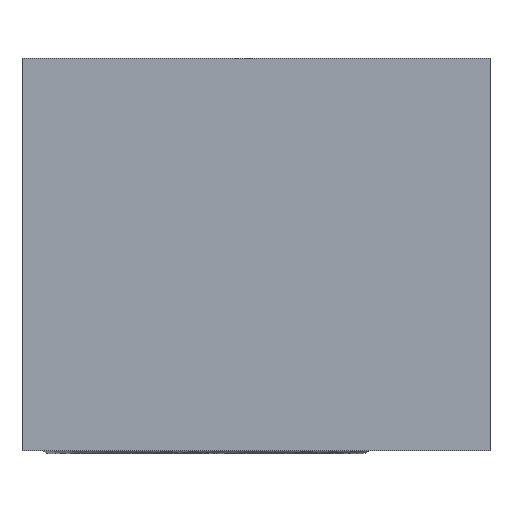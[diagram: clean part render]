
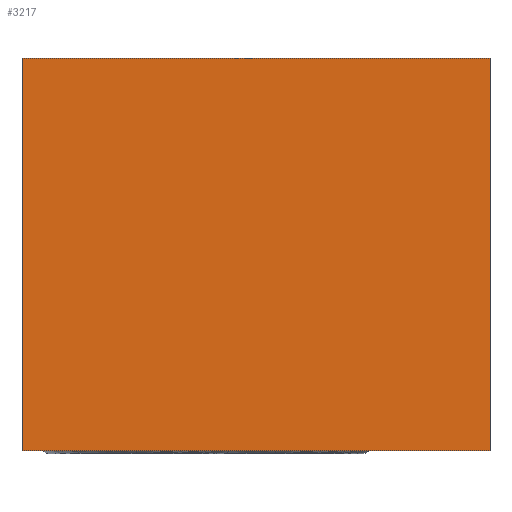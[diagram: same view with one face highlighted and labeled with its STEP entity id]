
A CAD part, left-side view. The second image highlights one B-rep face of the part: STEP entity #3217.
In plain terms, the highlighted planar face has unit normal (-1, 0, 0).
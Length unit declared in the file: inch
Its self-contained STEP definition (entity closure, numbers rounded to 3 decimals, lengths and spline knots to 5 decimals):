
#1=DIRECTION('',(0.,-1.,0.));
#2=VECTOR('',#1,2.906);
#3=CARTESIAN_POINT('',(0.,0.,0.));
#4=LINE('',#3,#2);
#57=DIRECTION('',(0.,0.,1.));
#58=VECTOR('',#57,2.438);
#59=CARTESIAN_POINT('',(0.,0.,0.));
#60=LINE('',#59,#58);
#79=DIRECTION('',(0.,0.,1.));
#80=VECTOR('',#79,2.438);
#81=CARTESIAN_POINT('',(0.,-2.906,0.));
#82=LINE('',#81,#80);
#103=DIRECTION('',(0.,-1.,0.));
#104=VECTOR('',#103,2.906);
#105=CARTESIAN_POINT('',(0.,0.,2.438));
#106=LINE('',#105,#104);
#2800=CARTESIAN_POINT('',(0.,0.,0.));
#2801=CARTESIAN_POINT('',(0.,-2.906,0.));
#2802=VERTEX_POINT('',#2800);
#2803=VERTEX_POINT('',#2801);
#2808=CARTESIAN_POINT('',(0.,0.,2.438));
#2809=CARTESIAN_POINT('',(0.,-2.906,2.438));
#2810=VERTEX_POINT('',#2808);
#2811=VERTEX_POINT('',#2809);
#3203=CARTESIAN_POINT('',(0.,0.,0.));
#3204=DIRECTION('',(-1.,0.,0.));
#3205=DIRECTION('',(0.,-1.,0.));
#3206=AXIS2_PLACEMENT_3D('',#3203,#3204,#3205);
#3207=PLANE('',#3206);
#3208=ORIENTED_EDGE('',*,*,#3168,.F.);
#3210=ORIENTED_EDGE('',*,*,#3209,.T.);
#3212=ORIENTED_EDGE('',*,*,#3211,.T.);
#3214=ORIENTED_EDGE('',*,*,#3213,.F.);
#3215=EDGE_LOOP('',(#3208,#3210,#3212,#3214));
#3216=FACE_OUTER_BOUND('',#3215,.F.);
#3217=ADVANCED_FACE('',(#3216),#3207,.T.);
#3168=EDGE_CURVE('',#2802,#2803,#4,.T.);
#3209=EDGE_CURVE('',#2802,#2810,#60,.T.);
#3211=EDGE_CURVE('',#2810,#2811,#106,.T.);
#3213=EDGE_CURVE('',#2803,#2811,#82,.T.);
